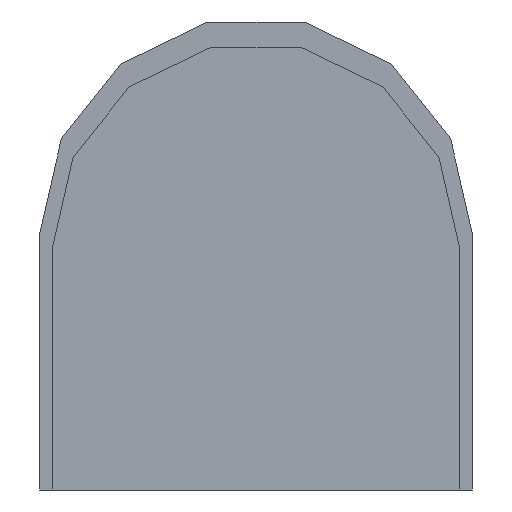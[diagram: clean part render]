
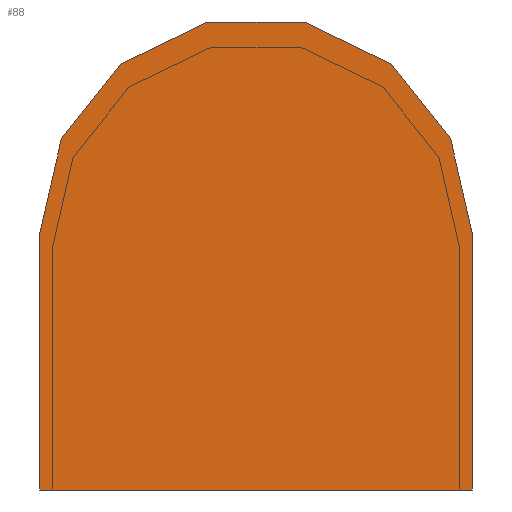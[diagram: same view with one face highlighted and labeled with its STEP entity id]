
A CAD part, front view. The second image highlights one B-rep face of the part: STEP entity #88.
In plain terms, the highlighted planar face has unit normal (0, -1, 0).
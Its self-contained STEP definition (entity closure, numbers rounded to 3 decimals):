
#88 = ADVANCED_FACE( '', ( #153 ), #154, .T. );
#153 = FACE_OUTER_BOUND( '', #203, .T. );
#154 = PLANE( '', #204 );
#203 = EDGE_LOOP( '', ( #266, #267, #268, #269 ) );
#204 = AXIS2_PLACEMENT_3D( '', #270, #271, #272 );
#266 = ORIENTED_EDGE( '', *, *, #336, .T. );
#267 = ORIENTED_EDGE( '', *, *, #333, .T. );
#268 = ORIENTED_EDGE( '', *, *, #338, .T. );
#269 = ORIENTED_EDGE( '', *, *, #329, .T. );
#270 = CARTESIAN_POINT( '', ( 0., -500.1, 0.995 ) );
#271 = DIRECTION( '', ( 0., -1., 0. ) );
#272 = DIRECTION( '', ( 0., 0., -1. ) );
#329 = EDGE_CURVE( '', #370, #368, #371, .T. );
#333 = EDGE_CURVE( '', #376, #374, #377, .T. );
#336 = EDGE_CURVE( '', #368, #376, #380, .T. );
#338 = EDGE_CURVE( '', #374, #370, #382, .T. );
#368 = VERTEX_POINT( '', #423 );
#370 = VERTEX_POINT( '', #426 );
#371 = LINE( '', #427, #428 );
#374 = VERTEX_POINT( '', #432 );
#376 = VERTEX_POINT( '', #435 );
#377 = CIRCLE( '', #436, 0.835 );
#380 = LINE( '', #440, #441 );
#382 = LINE( '', #443, #444 );
#423 = CARTESIAN_POINT( '', ( 0.835, -500.1, 0. ) );
#426 = CARTESIAN_POINT( '', ( -0.835, -500.1, 0. ) );
#427 = CARTESIAN_POINT( '', ( -0.835, -500.1, 0. ) );
#428 = VECTOR( '', #489, 1000. );
#432 = CARTESIAN_POINT( '', ( -0.835, -500.1, 0.995 ) );
#435 = CARTESIAN_POINT( '', ( 0.835, -500.1, 0.995 ) );
#436 = AXIS2_PLACEMENT_3D( '', #492, #493, #494 );
#440 = CARTESIAN_POINT( '', ( 0.835, -500.1, 0. ) );
#441 = VECTOR( '', #496, 1000. );
#443 = CARTESIAN_POINT( '', ( -0.835, -500.1, 0.995 ) );
#444 = VECTOR( '', #497, 1000. );
#489 = DIRECTION( '', ( 1., 0., 0. ) );
#492 = CARTESIAN_POINT( '', ( 0., -500.1, 0.995 ) );
#493 = DIRECTION( '', ( 0., -1., 0. ) );
#494 = DIRECTION( '', ( 1., 0., 0. ) );
#496 = DIRECTION( '', ( 0., 0., 1. ) );
#497 = DIRECTION( '', ( 0., 0., -1. ) );
